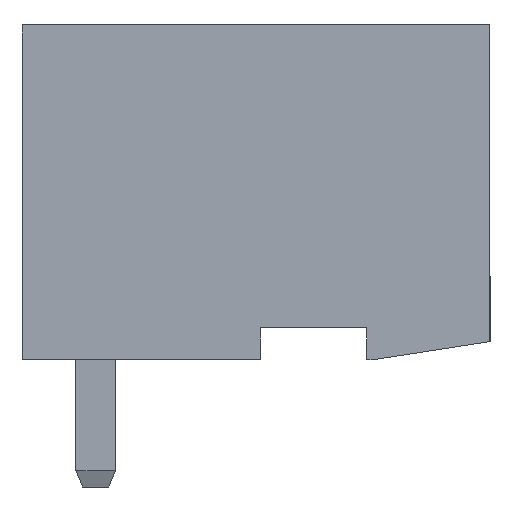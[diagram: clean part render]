
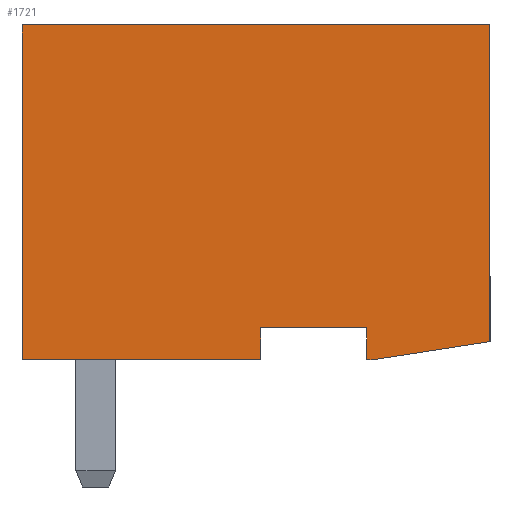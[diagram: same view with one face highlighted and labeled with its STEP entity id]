
A CAD part, left-side view. The second image highlights one B-rep face of the part: STEP entity #1721.
In plain terms, the highlighted planar face has unit normal (-1, 0, 0).
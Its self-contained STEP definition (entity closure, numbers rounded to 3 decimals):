
#1708=AXIS2_PLACEMENT_3D('Plane Axis2P3D',#1705,#1706,#1707) ;
#49=CARTESIAN_POINT('Vertex',(0.,5.75,4.)) ;
#52=CARTESIAN_POINT('Line Origine',(0.,5.75,3.6)) ;
#56=CARTESIAN_POINT('Vertex',(0.,5.75,3.2)) ;
#103=CARTESIAN_POINT('Vertex',(0.,3.1,4.)) ;
#106=CARTESIAN_POINT('Line Origine',(0.,4.425,4.)) ;
#374=CARTESIAN_POINT('Vertex',(0.,3.1,3.2)) ;
#377=CARTESIAN_POINT('Line Origine',(0.,3.1,3.6)) ;
#461=CARTESIAN_POINT('Vertex',(0.,2.9,3.2)) ;
#464=CARTESIAN_POINT('Line Origine',(0.,3.,3.2)) ;
#492=CARTESIAN_POINT('Vertex',(0.,0.,3.65)) ;
#495=CARTESIAN_POINT('Line Origine',(0.,1.45,3.425)) ;
#523=CARTESIAN_POINT('Vertex',(0.,0.,11.6)) ;
#526=CARTESIAN_POINT('Line Origine',(0.,0.,7.625)) ;
#1370=CARTESIAN_POINT('Vertex',(0.,11.75,11.6)) ;
#1373=CARTESIAN_POINT('Line Origine',(0.,5.875,11.6)) ;
#1401=CARTESIAN_POINT('Vertex',(0.,11.75,3.2)) ;
#1404=CARTESIAN_POINT('Line Origine',(0.,11.75,7.4)) ;
#1421=CARTESIAN_POINT('Line Origine',(0.,8.75,3.2)) ;
#1705=CARTESIAN_POINT('Axis2P3D Location',(0.,0.,0.)) ;
#53=DIRECTION('Vector Direction',(0.,0.,1.)) ;
#107=DIRECTION('Vector Direction',(0.,-1.,0.)) ;
#378=DIRECTION('Vector Direction',(0.,0.,-1.)) ;
#465=DIRECTION('Vector Direction',(0.,1.,0.)) ;
#496=DIRECTION('Vector Direction',(0.,-0.988,0.153)) ;
#527=DIRECTION('Vector Direction',(0.,0.,-1.)) ;
#1374=DIRECTION('Vector Direction',(0.,1.,0.)) ;
#1405=DIRECTION('Vector Direction',(0.,0.,1.)) ;
#1422=DIRECTION('Vector Direction',(0.,1.,0.)) ;
#1706=DIRECTION('Axis2P3D Direction',(-1.,0.,0.)) ;
#1707=DIRECTION('Axis2P3D XDirection',(0.,-1.,0.)) ;
#54=VECTOR('Line Direction',#53,1.) ;
#108=VECTOR('Line Direction',#107,1.) ;
#379=VECTOR('Line Direction',#378,1.) ;
#466=VECTOR('Line Direction',#465,1.) ;
#497=VECTOR('Line Direction',#496,1.) ;
#528=VECTOR('Line Direction',#527,1.) ;
#1375=VECTOR('Line Direction',#1374,1.) ;
#1406=VECTOR('Line Direction',#1405,1.) ;
#1423=VECTOR('Line Direction',#1422,1.) ;
#1711=ORIENTED_EDGE('',*,*,#58,.T.) ;
#1712=ORIENTED_EDGE('',*,*,#110,.T.) ;
#1713=ORIENTED_EDGE('',*,*,#381,.T.) ;
#1714=ORIENTED_EDGE('',*,*,#468,.T.) ;
#1715=ORIENTED_EDGE('',*,*,#499,.T.) ;
#1716=ORIENTED_EDGE('',*,*,#530,.T.) ;
#1717=ORIENTED_EDGE('',*,*,#1377,.T.) ;
#1718=ORIENTED_EDGE('',*,*,#1408,.T.) ;
#1719=ORIENTED_EDGE('',*,*,#1425,.T.) ;
#1721=ADVANCED_FACE('HOUSING',(#1720),#1709,.T.) ;
#58=EDGE_CURVE('',#57,#50,#55,.T.) ;
#110=EDGE_CURVE('',#50,#104,#109,.T.) ;
#381=EDGE_CURVE('',#104,#375,#380,.T.) ;
#468=EDGE_CURVE('',#375,#462,#467,.F.) ;
#499=EDGE_CURVE('',#462,#493,#498,.T.) ;
#530=EDGE_CURVE('',#493,#524,#529,.F.) ;
#1377=EDGE_CURVE('',#524,#1371,#1376,.T.) ;
#1408=EDGE_CURVE('',#1371,#1402,#1407,.F.) ;
#1425=EDGE_CURVE('',#1402,#57,#1424,.F.) ;
#1710=EDGE_LOOP('',(#1711,#1712,#1713,#1714,#1715,#1716,#1717,#1718,#1719)) ;
#1720=FACE_OUTER_BOUND('',#1710,.T.) ;
#55=LINE('Line',#52,#54) ;
#109=LINE('Line',#106,#108) ;
#380=LINE('Line',#377,#379) ;
#467=LINE('Line',#464,#466) ;
#498=LINE('Line',#495,#497) ;
#529=LINE('Line',#526,#528) ;
#1376=LINE('Line',#1373,#1375) ;
#1407=LINE('Line',#1404,#1406) ;
#1424=LINE('Line',#1421,#1423) ;
#1709=PLANE('',#1708) ;
#50=VERTEX_POINT('',#49) ;
#57=VERTEX_POINT('',#56) ;
#104=VERTEX_POINT('',#103) ;
#375=VERTEX_POINT('',#374) ;
#462=VERTEX_POINT('',#461) ;
#493=VERTEX_POINT('',#492) ;
#524=VERTEX_POINT('',#523) ;
#1371=VERTEX_POINT('',#1370) ;
#1402=VERTEX_POINT('',#1401) ;
